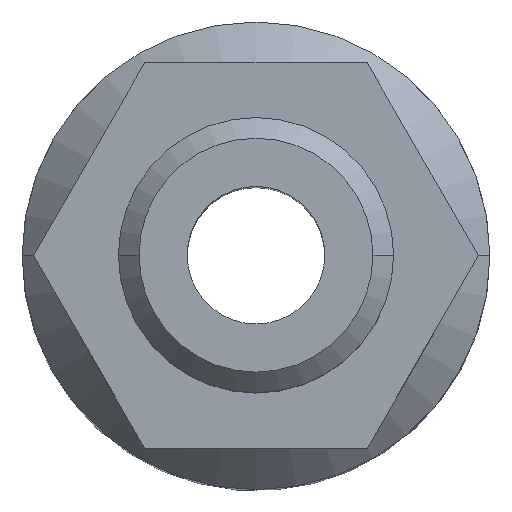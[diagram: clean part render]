
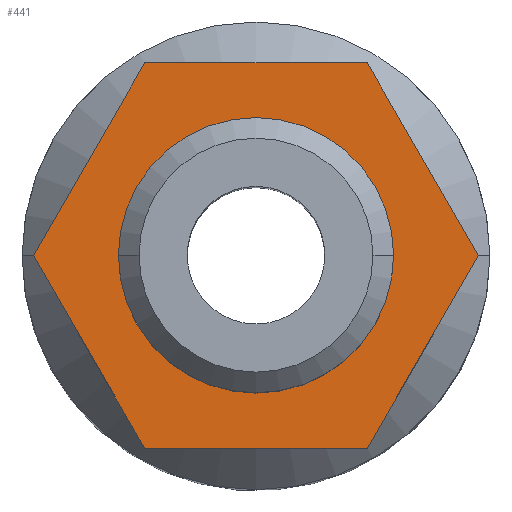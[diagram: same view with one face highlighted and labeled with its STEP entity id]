
A CAD part, top view. The second image highlights one B-rep face of the part: STEP entity #441.
In plain terms, the highlighted planar face has unit normal (0, 0, 1).
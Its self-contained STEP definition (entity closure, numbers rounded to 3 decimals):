
#2 = DIRECTION ( 'NONE',  ( 1., 0., 0. ) ) ;
#14 = EDGE_CURVE ( 'NONE', #1016, #261, #620, .T. ) ;
#29 = ORIENTED_EDGE ( 'NONE', *, *, #236, .T. ) ;
#41 = VECTOR ( 'NONE', #829, 1000. ) ;
#52 = LINE ( 'NONE', #923, #880 ) ;
#63 = AXIS2_PLACEMENT_3D ( 'NONE', #1056, #724, #248 ) ;
#124 = ORIENTED_EDGE ( 'NONE', *, *, #734, .T. ) ;
#144 = CIRCLE ( 'NONE', #804, 5. ) ;
#167 = VECTOR ( 'NONE', #1036, 1000. ) ;
#195 = EDGE_LOOP ( 'NONE', ( #709, #124, #330, #640, #29, #1049 ) ) ;
#211 = CARTESIAN_POINT ( 'NONE',  ( -8.083, 0., 5.8 ) ) ;
#236 = EDGE_CURVE ( 'NONE', #261, #731, #631, .T. ) ;
#246 = CARTESIAN_POINT ( 'NONE',  ( -4.041, 7., 5.8 ) ) ;
#248 = DIRECTION ( 'NONE',  ( 1., 0., 0. ) ) ;
#249 = CARTESIAN_POINT ( 'NONE',  ( 0., 0., 5.8 ) ) ;
#252 = CARTESIAN_POINT ( 'NONE',  ( 4.041, -7., 5.8 ) ) ;
#253 = DIRECTION ( 'NONE',  ( -1., 0., 0. ) ) ;
#261 = VERTEX_POINT ( 'NONE', #944 ) ;
#287 = CARTESIAN_POINT ( 'NONE',  ( 4.041, 7., 5.8 ) ) ;
#325 = ORIENTED_EDGE ( 'NONE', *, *, #871, .F. ) ;
#330 = ORIENTED_EDGE ( 'NONE', *, *, #902, .T. ) ;
#333 = DIRECTION ( 'NONE',  ( 1., 0., 0. ) ) ;
#335 = LINE ( 'NONE', #655, #371 ) ;
#336 = DIRECTION ( 'NONE',  ( 0.5, 0.866, 0. ) ) ;
#346 = CARTESIAN_POINT ( 'NONE',  ( 0., 0., 5.8 ) ) ;
#371 = VECTOR ( 'NONE', #253, 1000. ) ;
#373 = VERTEX_POINT ( 'NONE', #878 ) ;
#380 = CARTESIAN_POINT ( 'NONE',  ( 5., 0., 5.8 ) ) ;
#403 = VECTOR ( 'NONE', #336, 1000. ) ;
#434 = DIRECTION ( 'NONE',  ( 1., 0., 0. ) ) ;
#441 = ADVANCED_FACE ( 'NONE', ( #581, #1035 ), #578, .T. ) ;
#463 = EDGE_CURVE ( 'NONE', #731, #856, #335, .T. ) ;
#469 = AXIS2_PLACEMENT_3D ( 'NONE', #346, #901, #434 ) ;
#479 = LINE ( 'NONE', #982, #41 ) ;
#497 = CARTESIAN_POINT ( 'NONE',  ( -4.041, -7., 5.8 ) ) ;
#578 = PLANE ( 'NONE',  #63 ) ;
#581 = FACE_OUTER_BOUND ( 'NONE', #195, .T. ) ;
#594 = EDGE_CURVE ( 'NONE', #856, #710, #479, .T. ) ;
#605 = CARTESIAN_POINT ( 'NONE',  ( 4.041, -7., 5.8 ) ) ;
#620 = LINE ( 'NONE', #252, #403 ) ;
#631 = LINE ( 'NONE', #941, #167 ) ;
#640 = ORIENTED_EDGE ( 'NONE', *, *, #14, .T. ) ;
#655 = CARTESIAN_POINT ( 'NONE',  ( 4.041, 7., 5.8 ) ) ;
#709 = ORIENTED_EDGE ( 'NONE', *, *, #594, .T. ) ;
#710 = VERTEX_POINT ( 'NONE', #211 ) ;
#724 = DIRECTION ( 'NONE',  ( 0., 0., 1. ) ) ;
#731 = VERTEX_POINT ( 'NONE', #287 ) ;
#734 = EDGE_CURVE ( 'NONE', #710, #961, #52, .T. ) ;
#758 = VECTOR ( 'NONE', #2, 1000. ) ;
#763 = DIRECTION ( 'NONE',  ( 0.5, -0.866, 0. ) ) ;
#775 = VERTEX_POINT ( 'NONE', #380 ) ;
#787 = LINE ( 'NONE', #497, #758 ) ;
#791 = EDGE_LOOP ( 'NONE', ( #921, #325 ) ) ;
#804 = AXIS2_PLACEMENT_3D ( 'NONE', #249, #814, #333 ) ;
#814 = DIRECTION ( 'NONE',  ( 0., 0., 1. ) ) ;
#829 = DIRECTION ( 'NONE',  ( -0.5, -0.866, 0. ) ) ;
#856 = VERTEX_POINT ( 'NONE', #246 ) ;
#871 = EDGE_CURVE ( 'NONE', #775, #373, #144, .T. ) ;
#878 = CARTESIAN_POINT ( 'NONE',  ( -5., 0., 5.8 ) ) ;
#880 = VECTOR ( 'NONE', #763, 1000. ) ;
#901 = DIRECTION ( 'NONE',  ( 0., 0., 1. ) ) ;
#902 = EDGE_CURVE ( 'NONE', #961, #1016, #787, .T. ) ;
#906 = CARTESIAN_POINT ( 'NONE',  ( -4.041, -7., 5.8 ) ) ;
#921 = ORIENTED_EDGE ( 'NONE', *, *, #927, .F. ) ;
#923 = CARTESIAN_POINT ( 'NONE',  ( -8.083, 0., 5.8 ) ) ;
#927 = EDGE_CURVE ( 'NONE', #373, #775, #1020, .T. ) ;
#941 = CARTESIAN_POINT ( 'NONE',  ( 8.083, 0., 5.8 ) ) ;
#944 = CARTESIAN_POINT ( 'NONE',  ( 8.083, 0., 5.8 ) ) ;
#961 = VERTEX_POINT ( 'NONE', #906 ) ;
#982 = CARTESIAN_POINT ( 'NONE',  ( -4.041, 7., 5.8 ) ) ;
#1016 = VERTEX_POINT ( 'NONE', #605 ) ;
#1020 = CIRCLE ( 'NONE', #469, 5. ) ;
#1035 = FACE_BOUND ( 'NONE', #791, .T. ) ;
#1036 = DIRECTION ( 'NONE',  ( -0.5, 0.866, 0. ) ) ;
#1049 = ORIENTED_EDGE ( 'NONE', *, *, #463, .T. ) ;
#1056 = CARTESIAN_POINT ( 'NONE',  ( 0., 0., 5.8 ) ) ;
